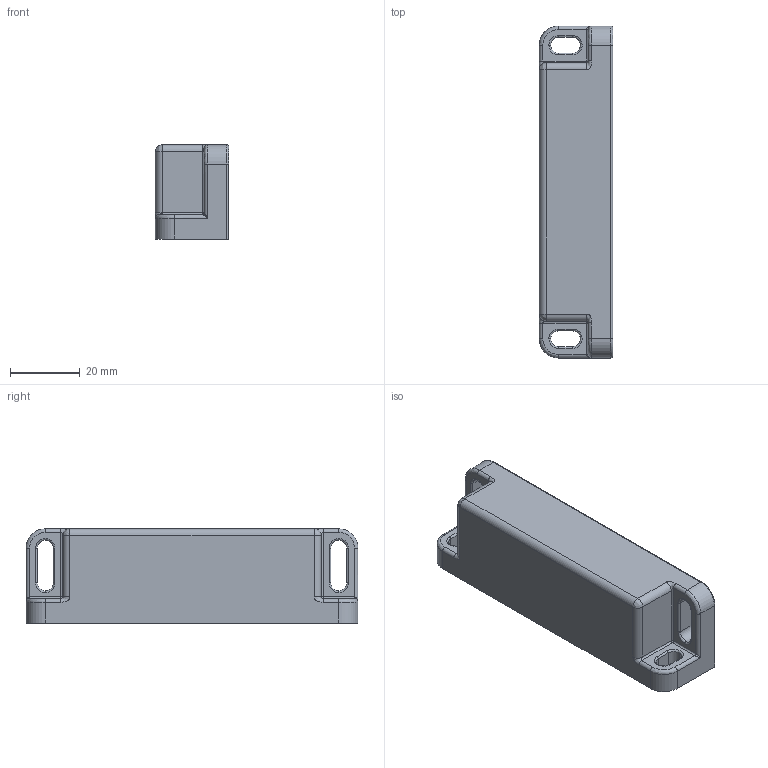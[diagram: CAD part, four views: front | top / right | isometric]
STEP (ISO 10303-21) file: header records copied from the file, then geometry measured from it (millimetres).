
FILE_DESCRIPTION (( 'STEP AP214' ), '1' );
FILE_NAME ('130-MSA-Actuator.STEP', '2020-12-09T15:28:53', ( '' ), ( '' ), 'SwSTEP 2.0', 'SolidWorks 2019', '' );
FILE_SCHEMA (( 'AUTOMOTIVE_DESIGN' ));
Length unit declared in the file: inch
Products named in the file (1): 130-MSA-Actuator
Bounding box: 21 x 95 x 27 mm (x, y, z)
Volume: 20237.4 mm3; surface area: 17854 mm2
Topology: 1 solids, 1 shells, 278 faces, 746 edges, 446 vertices
Faces by surface type: plane 105, cylinder 104, bspline 65, cone 4
Entity records: 10141 total; most frequent: CARTESIAN_POINT 3501, ORIENTED_EDGE 1464, DIRECTION 1292, EDGE_CURVE 732, VERTEX_POINT 446, LINE 432, VECTOR 432, AXIS2_PLACEMENT_3D 430
